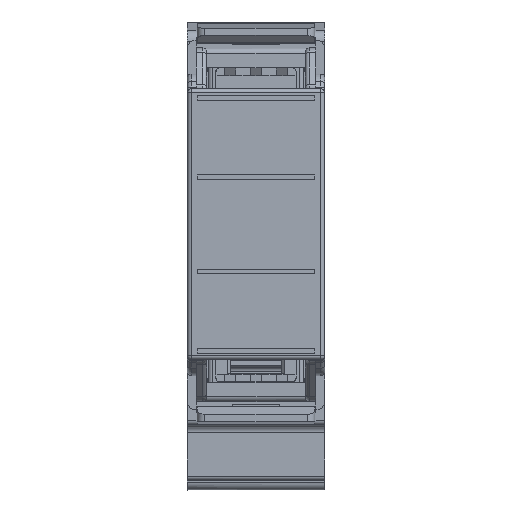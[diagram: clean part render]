
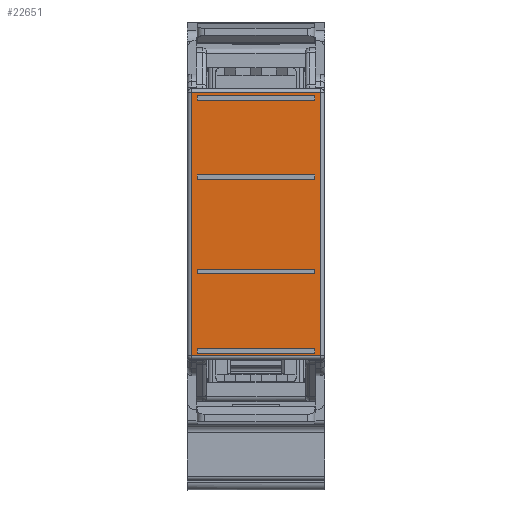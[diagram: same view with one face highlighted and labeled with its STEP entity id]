
A CAD part, top view. The second image highlights one B-rep face of the part: STEP entity #22651.
In plain terms, the highlighted planar face has unit normal (0, 0, 1).
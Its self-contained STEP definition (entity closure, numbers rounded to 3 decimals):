
#22495=AXIS2_PLACEMENT_3D('Plane Axis2P3D',#22492,#22493,#22494) ;
#10698=CARTESIAN_POINT('Vertex',(0.5,50.45,66.75)) ;
#10701=CARTESIAN_POINT('Line Origine',(17.5,50.45,66.75)) ;
#10705=CARTESIAN_POINT('Vertex',(17.,50.45,66.75)) ;
#19770=CARTESIAN_POINT('Vertex',(0.5,16.95,66.75)) ;
#19773=CARTESIAN_POINT('Line Origine',(0.5,50.95,66.75)) ;
#22492=CARTESIAN_POINT('Axis2P3D Location',(17.5,50.95,66.75)) ;
#22497=CARTESIAN_POINT('Line Origine',(8.75,16.95,66.75)) ;
#22501=CARTESIAN_POINT('Vertex',(17.,16.95,66.75)) ;
#22504=CARTESIAN_POINT('Line Origine',(17.,33.7,66.75)) ;
#22515=CARTESIAN_POINT('Line Origine',(8.75,17.3,66.75)) ;
#22519=CARTESIAN_POINT('Vertex',(1.25,17.3,66.75)) ;
#22521=CARTESIAN_POINT('Vertex',(16.25,17.3,66.75)) ;
#22524=CARTESIAN_POINT('Line Origine',(1.25,17.6,66.75)) ;
#22528=CARTESIAN_POINT('Vertex',(1.25,17.9,66.75)) ;
#22531=CARTESIAN_POINT('Line Origine',(8.75,17.9,66.75)) ;
#22535=CARTESIAN_POINT('Vertex',(16.25,17.9,66.75)) ;
#22538=CARTESIAN_POINT('Line Origine',(16.25,17.6,66.75)) ;
#22549=CARTESIAN_POINT('Line Origine',(8.75,28.,66.75)) ;
#22553=CARTESIAN_POINT('Vertex',(16.25,28.,66.75)) ;
#22555=CARTESIAN_POINT('Vertex',(1.25,28.,66.75)) ;
#22558=CARTESIAN_POINT('Line Origine',(16.25,27.7,66.75)) ;
#22562=CARTESIAN_POINT('Vertex',(16.25,27.4,66.75)) ;
#22565=CARTESIAN_POINT('Line Origine',(8.75,27.4,66.75)) ;
#22569=CARTESIAN_POINT('Vertex',(1.25,27.4,66.75)) ;
#22572=CARTESIAN_POINT('Line Origine',(1.25,27.7,66.75)) ;
#22583=CARTESIAN_POINT('Line Origine',(8.75,39.4,66.75)) ;
#22587=CARTESIAN_POINT('Vertex',(1.25,39.4,66.75)) ;
#22589=CARTESIAN_POINT('Vertex',(16.25,39.4,66.75)) ;
#22592=CARTESIAN_POINT('Line Origine',(1.25,39.7,66.75)) ;
#22596=CARTESIAN_POINT('Vertex',(1.25,40.,66.75)) ;
#22599=CARTESIAN_POINT('Line Origine',(8.75,40.,66.75)) ;
#22603=CARTESIAN_POINT('Vertex',(16.25,40.,66.75)) ;
#22606=CARTESIAN_POINT('Line Origine',(16.25,39.7,66.75)) ;
#22617=CARTESIAN_POINT('Line Origine',(1.25,49.8,66.75)) ;
#22621=CARTESIAN_POINT('Vertex',(1.25,50.1,66.75)) ;
#22623=CARTESIAN_POINT('Vertex',(1.25,49.5,66.75)) ;
#22626=CARTESIAN_POINT('Line Origine',(8.75,50.1,66.75)) ;
#22630=CARTESIAN_POINT('Vertex',(16.25,50.1,66.75)) ;
#22633=CARTESIAN_POINT('Line Origine',(16.25,49.8,66.75)) ;
#22637=CARTESIAN_POINT('Vertex',(16.25,49.5,66.75)) ;
#22640=CARTESIAN_POINT('Line Origine',(8.75,49.5,66.75)) ;
#10702=DIRECTION('Vector Direction',(1.,0.,0.)) ;
#19774=DIRECTION('Vector Direction',(0.,1.,0.)) ;
#22493=DIRECTION('Axis2P3D Direction',(0.,0.,1.)) ;
#22494=DIRECTION('Axis2P3D XDirection',(-1.,0.,0.)) ;
#22498=DIRECTION('Vector Direction',(1.,0.,0.)) ;
#22505=DIRECTION('Vector Direction',(0.,1.,0.)) ;
#22516=DIRECTION('Vector Direction',(1.,0.,0.)) ;
#22525=DIRECTION('Vector Direction',(0.,-1.,0.)) ;
#22532=DIRECTION('Vector Direction',(-1.,0.,0.)) ;
#22539=DIRECTION('Vector Direction',(0.,1.,0.)) ;
#22550=DIRECTION('Vector Direction',(-1.,0.,0.)) ;
#22559=DIRECTION('Vector Direction',(0.,1.,0.)) ;
#22566=DIRECTION('Vector Direction',(1.,0.,0.)) ;
#22573=DIRECTION('Vector Direction',(0.,-1.,0.)) ;
#22584=DIRECTION('Vector Direction',(1.,0.,0.)) ;
#22593=DIRECTION('Vector Direction',(0.,-1.,0.)) ;
#22600=DIRECTION('Vector Direction',(-1.,0.,0.)) ;
#22607=DIRECTION('Vector Direction',(0.,1.,0.)) ;
#22618=DIRECTION('Vector Direction',(0.,-1.,0.)) ;
#22627=DIRECTION('Vector Direction',(-1.,0.,0.)) ;
#22634=DIRECTION('Vector Direction',(0.,1.,0.)) ;
#22641=DIRECTION('Vector Direction',(1.,0.,0.)) ;
#10703=VECTOR('Line Direction',#10702,1.) ;
#19775=VECTOR('Line Direction',#19774,1.) ;
#22499=VECTOR('Line Direction',#22498,1.) ;
#22506=VECTOR('Line Direction',#22505,1.) ;
#22517=VECTOR('Line Direction',#22516,1.) ;
#22526=VECTOR('Line Direction',#22525,1.) ;
#22533=VECTOR('Line Direction',#22532,1.) ;
#22540=VECTOR('Line Direction',#22539,1.) ;
#22551=VECTOR('Line Direction',#22550,1.) ;
#22560=VECTOR('Line Direction',#22559,1.) ;
#22567=VECTOR('Line Direction',#22566,1.) ;
#22574=VECTOR('Line Direction',#22573,1.) ;
#22585=VECTOR('Line Direction',#22584,1.) ;
#22594=VECTOR('Line Direction',#22593,1.) ;
#22601=VECTOR('Line Direction',#22600,1.) ;
#22608=VECTOR('Line Direction',#22607,1.) ;
#22619=VECTOR('Line Direction',#22618,1.) ;
#22628=VECTOR('Line Direction',#22627,1.) ;
#22635=VECTOR('Line Direction',#22634,1.) ;
#22642=VECTOR('Line Direction',#22641,1.) ;
#22510=ORIENTED_EDGE('',*,*,#19777,.T.) ;
#22511=ORIENTED_EDGE('',*,*,#22503,.T.) ;
#22512=ORIENTED_EDGE('',*,*,#22508,.T.) ;
#22513=ORIENTED_EDGE('',*,*,#10707,.T.) ;
#22544=ORIENTED_EDGE('',*,*,#22523,.F.) ;
#22545=ORIENTED_EDGE('',*,*,#22530,.F.) ;
#22546=ORIENTED_EDGE('',*,*,#22537,.F.) ;
#22547=ORIENTED_EDGE('',*,*,#22542,.F.) ;
#22578=ORIENTED_EDGE('',*,*,#22557,.F.) ;
#22579=ORIENTED_EDGE('',*,*,#22564,.F.) ;
#22580=ORIENTED_EDGE('',*,*,#22571,.F.) ;
#22581=ORIENTED_EDGE('',*,*,#22576,.F.) ;
#22612=ORIENTED_EDGE('',*,*,#22591,.F.) ;
#22613=ORIENTED_EDGE('',*,*,#22598,.F.) ;
#22614=ORIENTED_EDGE('',*,*,#22605,.F.) ;
#22615=ORIENTED_EDGE('',*,*,#22610,.F.) ;
#22646=ORIENTED_EDGE('',*,*,#22625,.F.) ;
#22647=ORIENTED_EDGE('',*,*,#22632,.F.) ;
#22648=ORIENTED_EDGE('',*,*,#22639,.F.) ;
#22649=ORIENTED_EDGE('',*,*,#22644,.F.) ;
#22548=FACE_BOUND('',#22543,.T.) ;
#22582=FACE_BOUND('',#22577,.T.) ;
#22616=FACE_BOUND('',#22611,.T.) ;
#22650=FACE_BOUND('',#22645,.T.) ;
#22651=ADVANCED_FACE('Hauptk\X2\00F6\X0\rper',(#22514,#22548,#22582,#22616,#22650),#22496,.T.) ;
#10707=EDGE_CURVE('',#10706,#10699,#10704,.F.) ;
#19777=EDGE_CURVE('',#10699,#19771,#19776,.F.) ;
#22503=EDGE_CURVE('',#19771,#22502,#22500,.T.) ;
#22508=EDGE_CURVE('',#22502,#10706,#22507,.T.) ;
#22523=EDGE_CURVE('',#22520,#22522,#22518,.T.) ;
#22530=EDGE_CURVE('',#22529,#22520,#22527,.T.) ;
#22537=EDGE_CURVE('',#22536,#22529,#22534,.T.) ;
#22542=EDGE_CURVE('',#22522,#22536,#22541,.T.) ;
#22557=EDGE_CURVE('',#22554,#22556,#22552,.T.) ;
#22564=EDGE_CURVE('',#22563,#22554,#22561,.T.) ;
#22571=EDGE_CURVE('',#22570,#22563,#22568,.T.) ;
#22576=EDGE_CURVE('',#22556,#22570,#22575,.T.) ;
#22591=EDGE_CURVE('',#22588,#22590,#22586,.T.) ;
#22598=EDGE_CURVE('',#22597,#22588,#22595,.T.) ;
#22605=EDGE_CURVE('',#22604,#22597,#22602,.T.) ;
#22610=EDGE_CURVE('',#22590,#22604,#22609,.T.) ;
#22625=EDGE_CURVE('',#22622,#22624,#22620,.T.) ;
#22632=EDGE_CURVE('',#22631,#22622,#22629,.T.) ;
#22639=EDGE_CURVE('',#22638,#22631,#22636,.T.) ;
#22644=EDGE_CURVE('',#22624,#22638,#22643,.T.) ;
#22509=EDGE_LOOP('',(#22510,#22511,#22512,#22513)) ;
#22543=EDGE_LOOP('',(#22544,#22545,#22546,#22547)) ;
#22577=EDGE_LOOP('',(#22578,#22579,#22580,#22581)) ;
#22611=EDGE_LOOP('',(#22612,#22613,#22614,#22615)) ;
#22645=EDGE_LOOP('',(#22646,#22647,#22648,#22649)) ;
#22514=FACE_OUTER_BOUND('',#22509,.T.) ;
#10704=LINE('Line',#10701,#10703) ;
#19776=LINE('Line',#19773,#19775) ;
#22500=LINE('Line',#22497,#22499) ;
#22507=LINE('Line',#22504,#22506) ;
#22518=LINE('Line',#22515,#22517) ;
#22527=LINE('Line',#22524,#22526) ;
#22534=LINE('Line',#22531,#22533) ;
#22541=LINE('Line',#22538,#22540) ;
#22552=LINE('Line',#22549,#22551) ;
#22561=LINE('Line',#22558,#22560) ;
#22568=LINE('Line',#22565,#22567) ;
#22575=LINE('Line',#22572,#22574) ;
#22586=LINE('Line',#22583,#22585) ;
#22595=LINE('Line',#22592,#22594) ;
#22602=LINE('Line',#22599,#22601) ;
#22609=LINE('Line',#22606,#22608) ;
#22620=LINE('Line',#22617,#22619) ;
#22629=LINE('Line',#22626,#22628) ;
#22636=LINE('Line',#22633,#22635) ;
#22643=LINE('Line',#22640,#22642) ;
#22496=PLANE('',#22495) ;
#10699=VERTEX_POINT('',#10698) ;
#10706=VERTEX_POINT('',#10705) ;
#19771=VERTEX_POINT('',#19770) ;
#22502=VERTEX_POINT('',#22501) ;
#22520=VERTEX_POINT('',#22519) ;
#22522=VERTEX_POINT('',#22521) ;
#22529=VERTEX_POINT('',#22528) ;
#22536=VERTEX_POINT('',#22535) ;
#22554=VERTEX_POINT('',#22553) ;
#22556=VERTEX_POINT('',#22555) ;
#22563=VERTEX_POINT('',#22562) ;
#22570=VERTEX_POINT('',#22569) ;
#22588=VERTEX_POINT('',#22587) ;
#22590=VERTEX_POINT('',#22589) ;
#22597=VERTEX_POINT('',#22596) ;
#22604=VERTEX_POINT('',#22603) ;
#22622=VERTEX_POINT('',#22621) ;
#22624=VERTEX_POINT('',#22623) ;
#22631=VERTEX_POINT('',#22630) ;
#22638=VERTEX_POINT('',#22637) ;
